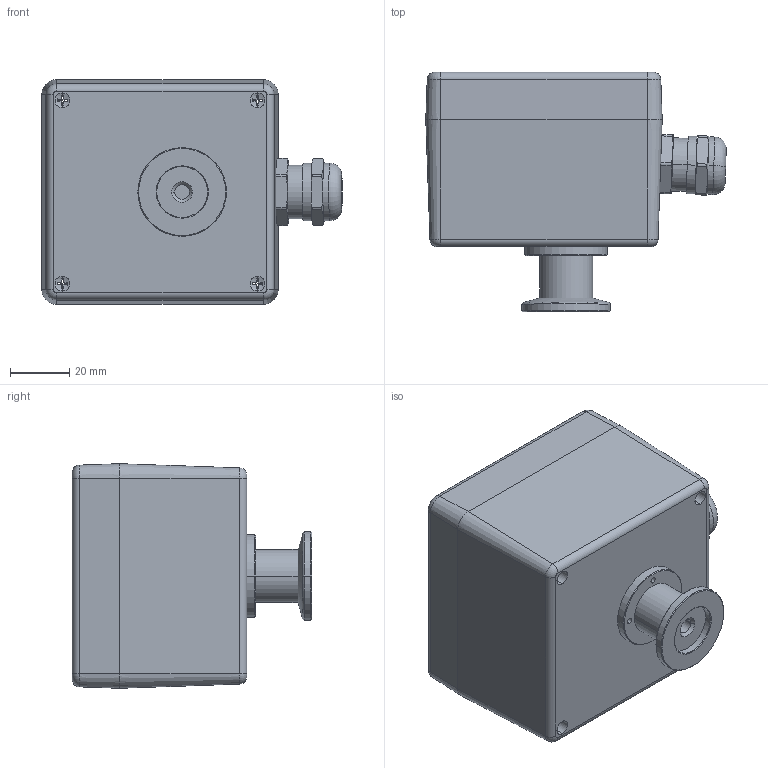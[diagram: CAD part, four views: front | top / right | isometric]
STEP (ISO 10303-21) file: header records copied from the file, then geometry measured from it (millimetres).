
FILE_DESCRIPTION (( 'STEP AP203' ), '1' );
FILE_NAME ('vrp_vrc.STEP', '2012-12-13T06:24:39', ( 'user8' ), ( '' ), 'SwSTEP 2.0', 'SolidWorks 2013', '' );
FILE_SCHEMA (( 'CONFIG_CONTROL_DESIGN' ));
Length unit declared in the file: millimetre
Products named in the file (1): vrp_vrc
Bounding box: 101.66 x 81 x 76 mm (x, y, z)
Surface area: 37501 mm2 (no closed solid volume)
Topology: 0 solids, 9 shells, 196 faces, 505 edges, 318 vertices
Faces by surface type: plane 76, cylinder 64, torus 30, cone 18, sphere 8
Entity records: 6197 total; most frequent: CARTESIAN_POINT 1331, DIRECTION 1087, ORIENTED_EDGE 891, EDGE_CURVE 505, AXIS2_PLACEMENT_3D 436, VERTEX_POINT 318, CIRCLE 239, VECTOR 215
